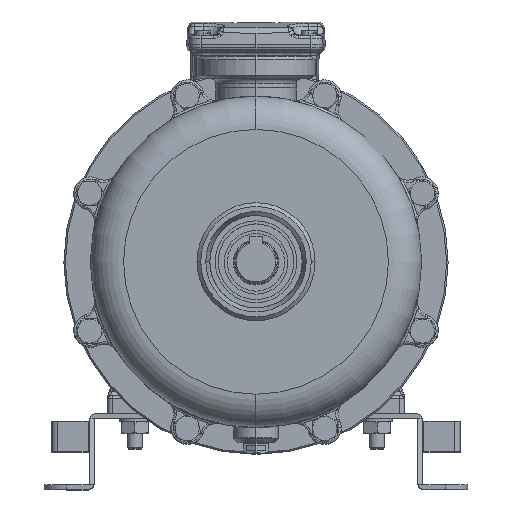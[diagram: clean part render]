
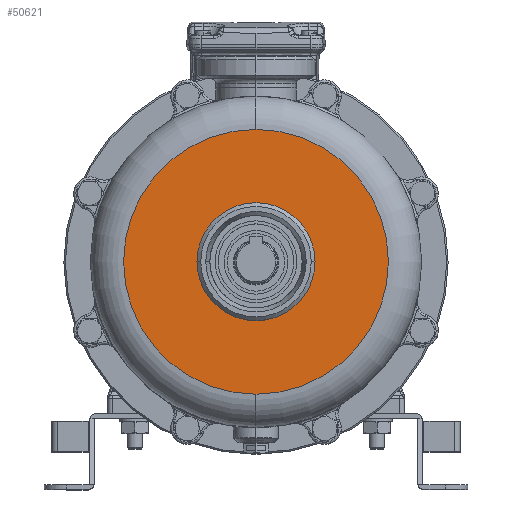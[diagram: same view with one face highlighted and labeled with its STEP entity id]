
A CAD part, top view. The second image highlights one B-rep face of the part: STEP entity #50621.
In plain terms, the highlighted face is planar.
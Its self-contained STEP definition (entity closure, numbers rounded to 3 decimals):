
#1119 = ORIENTED_EDGE ( 'NONE', *, *, #37586, .F. ) ;
#6309 = AXIS2_PLACEMENT_3D ( 'NONE', #94191, #45214, #102432 ) ;
#6615 = DIRECTION ( 'NONE',  ( 0., 1., 0. ) ) ;
#7794 = AXIS2_PLACEMENT_3D ( 'NONE', #10901, #68089, #19112 ) ;
#10901 = CARTESIAN_POINT ( 'NONE',  ( 54.75, 13., 0. ) ) ;
#12712 = EDGE_LOOP ( 'NONE', ( #65018, #1119 ) ) ;
#12960 = AXIS2_PLACEMENT_3D ( 'NONE', #79908, #39227, #96390 ) ;
#14633 = CARTESIAN_POINT ( 'NONE',  ( 54.75, 13., 25. ) ) ;
#18801 = VERTEX_POINT ( 'NONE', #38377 ) ;
#19112 = DIRECTION ( 'NONE',  ( 0., 0., -1. ) ) ;
#21415 = CIRCLE ( 'NONE', #87953, 25. ) ;
#37586 = EDGE_CURVE ( 'NONE', #99492, #54030, #41036, .T. ) ;
#38377 = CARTESIAN_POINT ( 'NONE',  ( 54.75, 13., 87.5 ) ) ;
#39227 = DIRECTION ( 'NONE',  ( 0., -1., 0. ) ) ;
#40749 = VERTEX_POINT ( 'NONE', #71291 ) ;
#41036 = CIRCLE ( 'NONE', #7794, 25. ) ;
#43203 = CIRCLE ( 'NONE', #69432, 87.5 ) ;
#45214 = DIRECTION ( 'NONE',  ( 0., 1., 0. ) ) ;
#46776 = CARTESIAN_POINT ( 'NONE',  ( 54.75, 13., 0. ) ) ;
#46880 = ORIENTED_EDGE ( 'NONE', *, *, #71796, .T. ) ;
#48399 = CARTESIAN_POINT ( 'NONE',  ( 54.75, 13., -25. ) ) ;
#50621 = ADVANCED_FACE ( 'NONE', ( #84701, #75915 ), #95695, .F. ) ;
#54030 = VERTEX_POINT ( 'NONE', #48399 ) ;
#54917 = EDGE_CURVE ( 'NONE', #54030, #99492, #21415, .T. ) ;
#54953 = DIRECTION ( 'NONE',  ( 0., 0., -1. ) ) ;
#55594 = CARTESIAN_POINT ( 'NONE',  ( 54.75, 13., 0. ) ) ;
#57299 = EDGE_LOOP ( 'NONE', ( #46880, #91327 ) ) ;
#60269 = CIRCLE ( 'NONE', #6309, 87.5 ) ;
#63782 = DIRECTION ( 'NONE',  ( 0., 0., -1. ) ) ;
#65018 = ORIENTED_EDGE ( 'NONE', *, *, #54917, .F. ) ;
#68089 = DIRECTION ( 'NONE',  ( 0., 1., 0. ) ) ;
#69432 = AXIS2_PLACEMENT_3D ( 'NONE', #46776, #103966, #54953 ) ;
#71291 = CARTESIAN_POINT ( 'NONE',  ( 54.75, 13., -87.5 ) ) ;
#71796 = EDGE_CURVE ( 'NONE', #40749, #18801, #60269, .T. ) ;
#75915 = FACE_BOUND ( 'NONE', #12712, .T. ) ;
#79908 = CARTESIAN_POINT ( 'NONE',  ( 54.75, 13., 0. ) ) ;
#81794 = EDGE_CURVE ( 'NONE', #18801, #40749, #43203, .T. ) ;
#84701 = FACE_OUTER_BOUND ( 'NONE', #57299, .T. ) ;
#87953 = AXIS2_PLACEMENT_3D ( 'NONE', #55594, #6615, #63782 ) ;
#91327 = ORIENTED_EDGE ( 'NONE', *, *, #81794, .T. ) ;
#94191 = CARTESIAN_POINT ( 'NONE',  ( 54.75, 13., 0. ) ) ;
#95695 = PLANE ( 'NONE',  #12960 ) ;
#96390 = DIRECTION ( 'NONE',  ( 0., 0., -1. ) ) ;
#99492 = VERTEX_POINT ( 'NONE', #14633 ) ;
#102432 = DIRECTION ( 'NONE',  ( 0., 0., -1. ) ) ;
#103966 = DIRECTION ( 'NONE',  ( 0., 1., 0. ) ) ;
